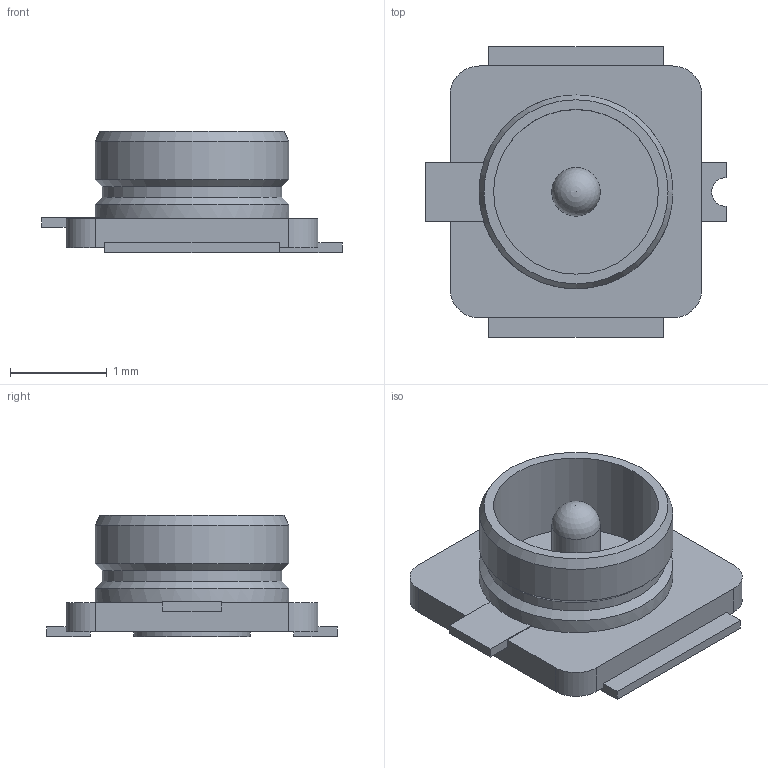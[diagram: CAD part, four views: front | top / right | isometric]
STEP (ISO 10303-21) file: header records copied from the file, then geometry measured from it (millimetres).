
FILE_DESCRIPTION(('FreeCAD Model'),'2;1');
FILE_NAME('ipex_pcb.step', '2019-08-13T14:12:55',('Author'),(''), 'Open CASCADE STEP processor 6.8','FreeCAD','Unknown');
FILE_SCHEMA(('AUTOMOTIVE_DESIGN { 1 0 10303 214 1 1 1 1 }'));
Length unit declared in the file: millimetre
Products named in the file (2): ASSEMBLY; Fusion
Assembly tree (1 placements, depth 2):
  ASSEMBLY
    Fusion
Bounding box: 3.1 x 3 x 1.25 mm (x, y, z)
Volume: 3.1 mm3; surface area: 30.9 mm2
Topology: 1 solids, 1 shells, 46 faces, 123 edges, 80 vertices
Faces by surface type: plane 31, cylinder 11, cone 3, sphere 1
Full cylindrical faces by diameter (mm): 0.5 x1, 1.7 x1, 1.855 x1, 2 x2
Entity records: 3353 total; most frequent: CARTESIAN_POINT 626, DIRECTION 426, LINE 273, VECTOR 273, ORIENTED_EDGE 244, PCURVE 244, DEFINITIONAL_REPRESENTATION 244, EDGE_CURVE 122
